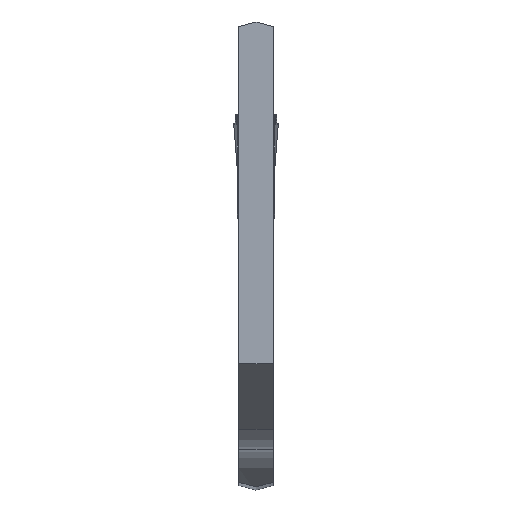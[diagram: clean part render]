
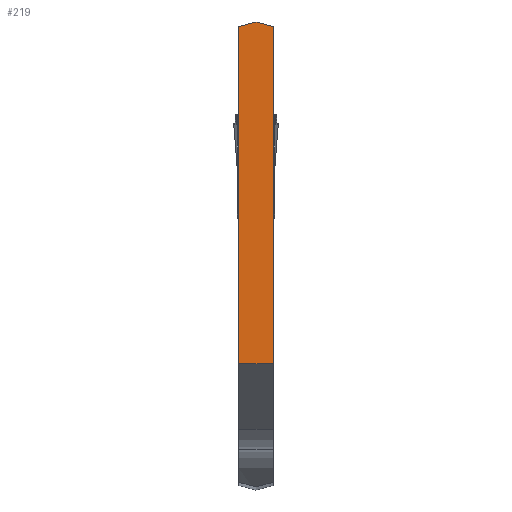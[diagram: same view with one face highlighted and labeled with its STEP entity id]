
A CAD part, top view. The second image highlights one B-rep face of the part: STEP entity #219.
In plain terms, the highlighted planar face has unit normal (0, 0, 1).
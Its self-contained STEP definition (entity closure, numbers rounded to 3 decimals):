
#219=ADVANCED_FACE('S0',(#336),#295,.T.);
#295=PLANE('',#1618);
#336=FACE_OUTER_BOUND('',#412,.T.);
#412=EDGE_LOOP('',(#488,#489,#490,#491,#492));
#488=ORIENTED_EDGE('',*,*,#1058,.T.);
#489=ORIENTED_EDGE('',*,*,#1059,.T.);
#490=ORIENTED_EDGE('',*,*,#1060,.F.);
#491=ORIENTED_EDGE('',*,*,#1061,.F.);
#492=ORIENTED_EDGE('',*,*,#1062,.F.);
#916=VERTEX_POINT('',#2195);
#917=VERTEX_POINT('',#2196);
#918=VERTEX_POINT('',#2198);
#919=VERTEX_POINT('',#2200);
#920=VERTEX_POINT('',#2202);
#1058=EDGE_CURVE('',#916,#917,#1272,.T.);
#1059=EDGE_CURVE('',#917,#918,#1273,.T.);
#1060=EDGE_CURVE('',#919,#918,#1274,.T.);
#1061=EDGE_CURVE('',#920,#919,#1275,.T.);
#1062=EDGE_CURVE('',#916,#920,#1276,.T.);
#1272=LINE('',#2194,#1404);
#1273=LINE('',#2197,#1405);
#1274=LINE('',#2199,#1406);
#1275=LINE('',#2201,#1407);
#1276=LINE('',#2203,#1408);
#1404=VECTOR('',#1767,1.);
#1405=VECTOR('',#1768,1.);
#1406=VECTOR('',#1769,1.);
#1407=VECTOR('',#1770,1.);
#1408=VECTOR('',#1771,1.);
#1618=AXIS2_PLACEMENT_3D('',#2204,#1772,#1773);
#1767=DIRECTION('',(-0.966,0.259,0.));
#1768=DIRECTION('',(-0.966,-0.259,0.));
#1769=DIRECTION('',(0.,1.,0.));
#1770=DIRECTION('',(-1.,0.,0.));
#1771=DIRECTION('',(0.,-1.,0.));
#1772=DIRECTION('',(0.,0.,1.));
#1773=DIRECTION('',(-1.,0.,0.));
#2194=CARTESIAN_POINT('',(0.,31.27,0.));
#2195=CARTESIAN_POINT('',(0.,31.27,0.));
#2196=CARTESIAN_POINT('',(-1.175,31.585,0.));
#2197=CARTESIAN_POINT('',(-1.175,31.585,0.));
#2198=CARTESIAN_POINT('',(-2.35,31.27,0.));
#2199=CARTESIAN_POINT('',(-2.35,34.25,0.));
#2200=CARTESIAN_POINT('',(-2.35,8.547,0.));
#2201=CARTESIAN_POINT('',(108.825,8.547,0.));
#2202=CARTESIAN_POINT('',(0.,8.547,0.));
#2203=CARTESIAN_POINT('',(0.,-2.35,0.));
#2204=CARTESIAN_POINT('',(148.825,141.9,0.));
